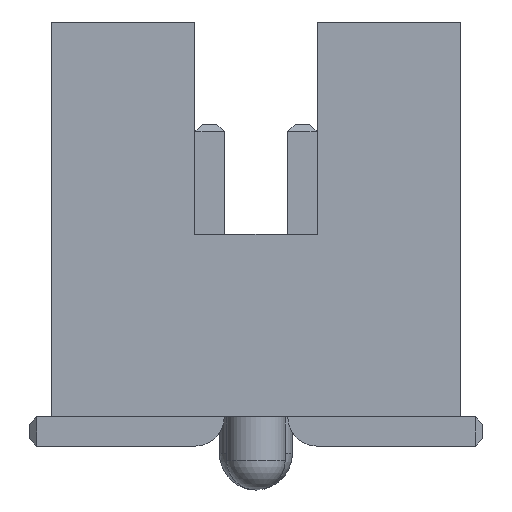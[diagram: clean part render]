
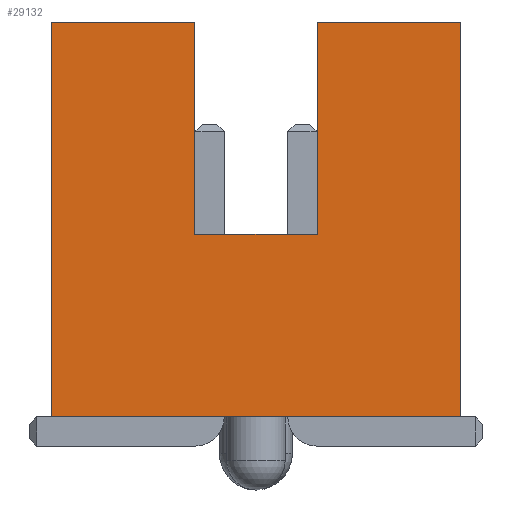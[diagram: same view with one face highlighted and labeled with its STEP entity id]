
A CAD part, front view. The second image highlights one B-rep face of the part: STEP entity #29132.
In plain terms, the highlighted planar face has unit normal (0, -1, 0).
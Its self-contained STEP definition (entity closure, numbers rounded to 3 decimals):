
#1828=FACE_OUTER_BOUND('',#3537,.T.);
#3537=EDGE_LOOP('',(#23473,#23474,#23475,#23476,#23477,#23478,#23479,#23480));
#6887=LINE('',#44825,#10717);
#6890=LINE('',#44831,#10720);
#6894=LINE('',#44838,#10724);
#6900=LINE('',#44851,#10730);
#6908=LINE('',#44867,#10738);
#6909=LINE('',#44869,#10739);
#6910=LINE('',#44871,#10740);
#6911=LINE('',#44872,#10741);
#10717=VECTOR('',#36839,10.);
#10720=VECTOR('',#36844,10.);
#10724=VECTOR('',#36850,10.);
#10730=VECTOR('',#36860,10.);
#10738=VECTOR('',#36870,10.);
#10739=VECTOR('',#36871,10.);
#10740=VECTOR('',#36872,10.);
#10741=VECTOR('',#36873,10.);
#13578=VERTEX_POINT('',#44822);
#13579=VERTEX_POINT('',#44824);
#13581=VERTEX_POINT('',#44830);
#13583=VERTEX_POINT('',#44836);
#13588=VERTEX_POINT('',#44850);
#13595=VERTEX_POINT('',#44866);
#13596=VERTEX_POINT('',#44868);
#13597=VERTEX_POINT('',#44870);
#17112=EDGE_CURVE('',#13579,#13578,#6887,.T.);
#17115=EDGE_CURVE('',#13581,#13579,#6890,.T.);
#17119=EDGE_CURVE('',#13578,#13583,#6894,.T.);
#17125=EDGE_CURVE('',#13581,#13588,#6900,.T.);
#17133=EDGE_CURVE('',#13595,#13583,#6908,.T.);
#17134=EDGE_CURVE('',#13596,#13595,#6909,.T.);
#17135=EDGE_CURVE('',#13597,#13596,#6910,.T.);
#17136=EDGE_CURVE('',#13597,#13588,#6911,.T.);
#23473=ORIENTED_EDGE('',*,*,#17115,.T.);
#23474=ORIENTED_EDGE('',*,*,#17112,.T.);
#23475=ORIENTED_EDGE('',*,*,#17119,.T.);
#23476=ORIENTED_EDGE('',*,*,#17133,.F.);
#23477=ORIENTED_EDGE('',*,*,#17134,.F.);
#23478=ORIENTED_EDGE('',*,*,#17135,.F.);
#23479=ORIENTED_EDGE('',*,*,#17136,.T.);
#23480=ORIENTED_EDGE('',*,*,#17125,.F.);
#27450=PLANE('',#30970);
#29132=ADVANCED_FACE('',(#1828),#27450,.T.);
#30970=AXIS2_PLACEMENT_3D('',#44865,#36868,#36869);
#36839=DIRECTION('',(-1.,0.,0.));
#36844=DIRECTION('',(0.,0.,-1.));
#36850=DIRECTION('',(0.,0.,1.));
#36860=DIRECTION('',(1.,0.,0.));
#36868=DIRECTION('center_axis',(0.,-1.,0.));
#36869=DIRECTION('ref_axis',(1.,0.,0.));
#36870=DIRECTION('',(1.,0.,0.));
#36871=DIRECTION('',(0.,0.,1.));
#36872=DIRECTION('',(-1.,0.,0.));
#36873=DIRECTION('',(0.,0.,1.));
#44822=CARTESIAN_POINT('',(-0.835,-26.85,2.897));
#44824=CARTESIAN_POINT('',(0.835,-26.85,2.897));
#44825=CARTESIAN_POINT('',(-0.983,-26.85,2.897));
#44830=CARTESIAN_POINT('',(0.835,-26.85,5.8));
#44831=CARTESIAN_POINT('',(0.835,-26.85,3.1));
#44836=CARTESIAN_POINT('',(-0.835,-26.85,5.8));
#44838=CARTESIAN_POINT('',(-0.835,-26.85,1.649));
#44850=CARTESIAN_POINT('',(2.8,-26.85,5.8));
#44851=CARTESIAN_POINT('',(2.8,-26.85,5.8));
#44865=CARTESIAN_POINT('Origin',(-2.8,-26.85,0.4));
#44866=CARTESIAN_POINT('',(-2.8,-26.85,5.8));
#44867=CARTESIAN_POINT('',(2.8,-26.85,5.8));
#44868=CARTESIAN_POINT('',(-2.8,-26.85,0.4));
#44869=CARTESIAN_POINT('',(-2.8,-26.85,0.4));
#44870=CARTESIAN_POINT('',(2.8,-26.85,0.4));
#44871=CARTESIAN_POINT('',(2.8,-26.85,0.4));
#44872=CARTESIAN_POINT('',(2.8,-26.85,0.4));
